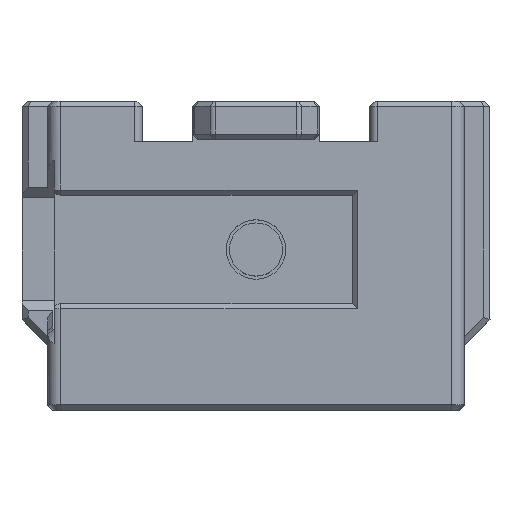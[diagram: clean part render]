
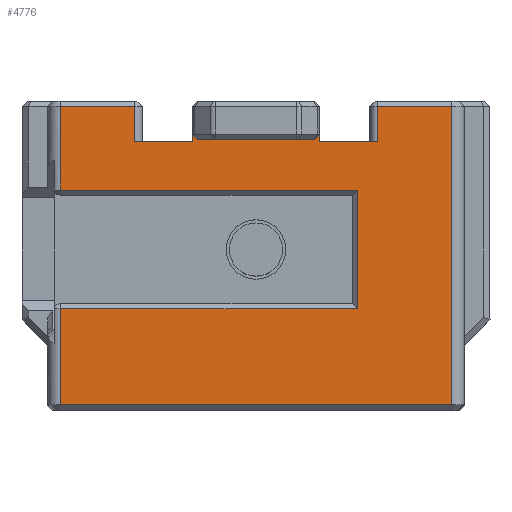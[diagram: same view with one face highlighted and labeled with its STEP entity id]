
A CAD part, top view. The second image highlights one B-rep face of the part: STEP entity #4776.
In plain terms, the highlighted planar face has unit normal (0, 0, 1).
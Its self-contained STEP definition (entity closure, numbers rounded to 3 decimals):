
#356=PLANE('',#5193);
#616=FACE_OUTER_BOUND('',#912,.T.);
#912=EDGE_LOOP('',(#4220,#4221,#4222,#4223,#4224,#4225,#4226,#4227,#4228,
#4229,#4230,#4231,#4232,#4233,#4234,#4235,#4236,#4237,#4238));
#1036=LINE('',#6919,#1457);
#1115=LINE('',#7904,#1536);
#1126=LINE('',#7930,#1547);
#1130=LINE('',#7938,#1551);
#1135=LINE('',#7958,#1556);
#1139=LINE('',#7970,#1560);
#1182=LINE('',#8119,#1603);
#1216=LINE('',#8387,#1637);
#1230=LINE('',#8437,#1651);
#1240=LINE('',#8464,#1661);
#1311=LINE('',#8713,#1732);
#1321=LINE('',#8814,#1742);
#1322=LINE('',#8815,#1743);
#1328=LINE('',#8831,#1749);
#1329=LINE('',#8833,#1750);
#1330=LINE('',#8835,#1751);
#1331=LINE('',#8837,#1752);
#1332=LINE('',#8839,#1753);
#1333=LINE('',#8840,#1754);
#1457=VECTOR('',#5501,10.);
#1536=VECTOR('',#5752,1.);
#1547=VECTOR('',#5777,10.);
#1551=VECTOR('',#5783,10.);
#1556=VECTOR('',#5800,10.);
#1560=VECTOR('',#5810,10.);
#1603=VECTOR('',#5945,10.);
#1637=VECTOR('',#6025,10.);
#1651=VECTOR('',#6067,10.);
#1661=VECTOR('',#6093,10.);
#1732=VECTOR('',#6272,10.);
#1742=VECTOR('',#6298,10.);
#1743=VECTOR('',#6299,10.);
#1749=VECTOR('',#6321,1.);
#1750=VECTOR('',#6322,10.);
#1751=VECTOR('',#6323,10.);
#1752=VECTOR('',#6324,10.);
#1753=VECTOR('',#6325,10.);
#1754=VECTOR('',#6326,1.);
#2055=VERTEX_POINT('',#6913);
#2056=VERTEX_POINT('',#6917);
#2164=VERTEX_POINT('',#7902);
#2171=VERTEX_POINT('',#7928);
#2172=VERTEX_POINT('',#7929);
#2175=VERTEX_POINT('',#7937);
#2184=VERTEX_POINT('',#7957);
#2187=VERTEX_POINT('',#7964);
#2189=VERTEX_POINT('',#7968);
#2223=VERTEX_POINT('',#8115);
#2225=VERTEX_POINT('',#8118);
#2263=VERTEX_POINT('',#8436);
#2272=VERTEX_POINT('',#8462);
#2320=VERTEX_POINT('',#8704);
#2331=VERTEX_POINT('',#8830);
#2332=VERTEX_POINT('',#8832);
#2333=VERTEX_POINT('',#8834);
#2334=VERTEX_POINT('',#8836);
#2335=VERTEX_POINT('',#8838);
#2519=EDGE_CURVE('',#2055,#2056,#1036,.T.);
#2689=EDGE_CURVE('',#2164,#2055,#1115,.T.);
#2701=EDGE_CURVE('',#2171,#2172,#1126,.T.);
#2705=EDGE_CURVE('',#2172,#2175,#1130,.T.);
#2715=EDGE_CURVE('',#2175,#2184,#1135,.T.);
#2721=EDGE_CURVE('',#2189,#2187,#1139,.T.);
#2783=EDGE_CURVE('',#2225,#2223,#1182,.T.);
#2841=EDGE_CURVE('',#2187,#2164,#1216,.T.);
#2855=EDGE_CURVE('',#2263,#2171,#1230,.F.);
#2869=EDGE_CURVE('',#2272,#2184,#1240,.F.);
#2961=EDGE_CURVE('',#2320,#2223,#1311,.T.);
#2977=EDGE_CURVE('',#2225,#2272,#1321,.T.);
#2978=EDGE_CURVE('',#2263,#2189,#1322,.T.);
#2986=EDGE_CURVE('',#2320,#2331,#1328,.T.);
#2987=EDGE_CURVE('',#2331,#2332,#1329,.T.);
#2988=EDGE_CURVE('',#2332,#2333,#1330,.T.);
#2989=EDGE_CURVE('',#2333,#2334,#1331,.T.);
#2990=EDGE_CURVE('',#2334,#2335,#1332,.T.);
#2991=EDGE_CURVE('',#2335,#2056,#1333,.T.);
#4220=ORIENTED_EDGE('',*,*,#2519,.F.);
#4221=ORIENTED_EDGE('',*,*,#2689,.F.);
#4222=ORIENTED_EDGE('',*,*,#2841,.F.);
#4223=ORIENTED_EDGE('',*,*,#2721,.F.);
#4224=ORIENTED_EDGE('',*,*,#2978,.F.);
#4225=ORIENTED_EDGE('',*,*,#2855,.T.);
#4226=ORIENTED_EDGE('',*,*,#2701,.T.);
#4227=ORIENTED_EDGE('',*,*,#2705,.T.);
#4228=ORIENTED_EDGE('',*,*,#2715,.T.);
#4229=ORIENTED_EDGE('',*,*,#2869,.F.);
#4230=ORIENTED_EDGE('',*,*,#2977,.F.);
#4231=ORIENTED_EDGE('',*,*,#2783,.T.);
#4232=ORIENTED_EDGE('',*,*,#2961,.F.);
#4233=ORIENTED_EDGE('',*,*,#2986,.T.);
#4234=ORIENTED_EDGE('',*,*,#2987,.T.);
#4235=ORIENTED_EDGE('',*,*,#2988,.T.);
#4236=ORIENTED_EDGE('',*,*,#2989,.T.);
#4237=ORIENTED_EDGE('',*,*,#2990,.T.);
#4238=ORIENTED_EDGE('',*,*,#2991,.T.);
#4776=ADVANCED_FACE('',(#616),#356,.F.);
#5193=AXIS2_PLACEMENT_3D('',#8829,#6319,#6320);
#5501=DIRECTION('',(-1.,0.,0.));
#5752=DIRECTION('',(0.,-1.,0.));
#5777=DIRECTION('',(-0.707,-0.707,0.));
#5783=DIRECTION('',(-1.,0.,0.));
#5800=DIRECTION('',(-0.707,0.707,0.));
#5810=DIRECTION('',(0.,1.,0.));
#5945=DIRECTION('',(0.,1.,0.));
#6025=DIRECTION('',(1.,0.,0.));
#6067=DIRECTION('',(0.,-1.,0.));
#6093=DIRECTION('',(0.,-1.,0.));
#6272=DIRECTION('',(1.,0.,0.));
#6298=DIRECTION('',(1.,0.,0.));
#6299=DIRECTION('',(1.,0.,0.));
#6319=DIRECTION('center_axis',(0.,0.,
-1.));
#6320=DIRECTION('ref_axis',(-1.,0.,0.));
#6321=DIRECTION('',(0.,-1.,0.));
#6322=DIRECTION('',(1.,0.,0.));
#6323=DIRECTION('',(0.,-1.,0.));
#6324=DIRECTION('',(0.,-1.,0.));
#6325=DIRECTION('',(-1.,0.,0.));
#6326=DIRECTION('',(0.,-1.,0.));
#6913=CARTESIAN_POINT('',(345.039,-167.466,108.2));
#6917=CARTESIAN_POINT('',(314.12,-167.466,108.2));
#6919=CARTESIAN_POINT('',(329.58,-167.466,108.2));
#7902=CARTESIAN_POINT('',(345.039,-143.865,108.2));
#7904=CARTESIAN_POINT('',(345.039,-166.788,108.2));
#7928=CARTESIAN_POINT('',(334.581,-146.066,108.2));
#7929=CARTESIAN_POINT('',(334.181,-146.466,108.2));
#7930=CARTESIAN_POINT('',(330.827,-149.82,108.2));
#7937=CARTESIAN_POINT('',(324.978,-146.466,108.2));
#7938=CARTESIAN_POINT('',(331.041,-146.466,108.2));
#7957=CARTESIAN_POINT('',(324.578,-146.066,108.2));
#7958=CARTESIAN_POINT('',(328.333,-149.82,108.2));
#7964=CARTESIAN_POINT('',(339.188,-143.865,108.2));
#7968=CARTESIAN_POINT('',(339.188,-146.666,108.2));
#7970=CARTESIAN_POINT('',(339.188,-149.805,108.2));
#8115=CARTESIAN_POINT('',(319.971,-143.865,108.2));
#8118=CARTESIAN_POINT('',(319.971,-146.666,108.2));
#8119=CARTESIAN_POINT('',(319.971,-143.865,108.2));
#8387=CARTESIAN_POINT('',(329.58,-143.865,108.2));
#8436=CARTESIAN_POINT('',(334.581,-146.666,108.2));
#8437=CARTESIAN_POINT('',(334.581,-149.773,108.2));
#8462=CARTESIAN_POINT('',(324.578,-146.666,108.2));
#8464=CARTESIAN_POINT('',(324.578,-149.773,108.2));
#8704=CARTESIAN_POINT('',(314.12,-143.865,108.2));
#8713=CARTESIAN_POINT('',(329.58,-143.865,108.2));
#8814=CARTESIAN_POINT('',(329.58,-146.666,108.2));
#8815=CARTESIAN_POINT('',(329.58,-146.666,108.2));
#8829=CARTESIAN_POINT('Origin',(329.58,-155.681,108.2));
#8830=CARTESIAN_POINT('',(314.12,-150.474,108.2));
#8831=CARTESIAN_POINT('',(314.12,-166.788,108.2));
#8832=CARTESIAN_POINT('',(337.6,-150.474,108.2));
#8833=CARTESIAN_POINT('',(323.235,-150.474,108.2));
#8834=CARTESIAN_POINT('',(337.6,-153.585,108.2));
#8835=CARTESIAN_POINT('',(337.6,-155.554,108.2));
#8836=CARTESIAN_POINT('',(337.6,-159.874,108.2));
#8837=CARTESIAN_POINT('',(337.6,-157.777,108.2));
#8838=CARTESIAN_POINT('',(314.12,-159.874,108.2));
#8839=CARTESIAN_POINT('',(321.85,-159.874,108.2));
#8840=CARTESIAN_POINT('',(314.12,-166.788,108.2));
